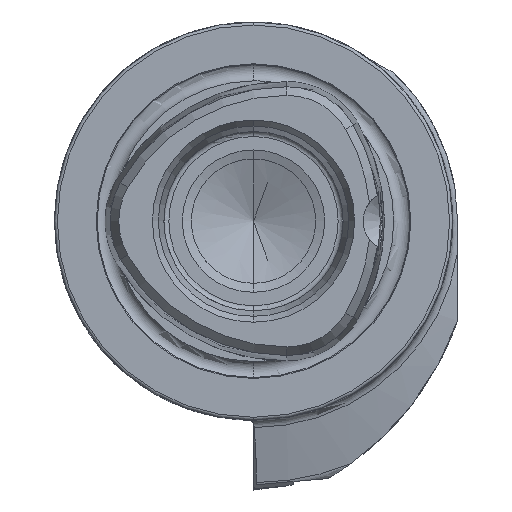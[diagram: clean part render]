
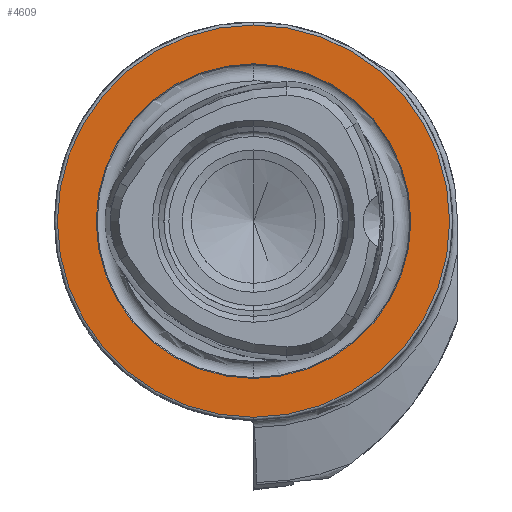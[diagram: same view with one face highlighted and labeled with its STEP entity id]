
A CAD part, left-side view. The second image highlights one B-rep face of the part: STEP entity #4609.
In plain terms, the highlighted planar face has unit normal (-1, 0, 0).
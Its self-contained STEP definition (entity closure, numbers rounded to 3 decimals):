
#327 = CIRCLE ( 'NONE', #4119, 19.7 ) ;
#338 = CARTESIAN_POINT ( 'NONE',  ( 0., 0., 0. ) ) ;
#604 = EDGE_CURVE ( 'NONE', #6795, #7371, #5319, .T. ) ;
#1133 = DIRECTION ( 'NONE',  ( -1., 0., 0. ) ) ;
#1400 = AXIS2_PLACEMENT_3D ( 'NONE', #7917, #7167, #2558 ) ;
#1908 = DIRECTION ( 'NONE',  ( -1., 0., 0. ) ) ;
#2558 = DIRECTION ( 'NONE',  ( 0., 0., -1. ) ) ;
#2567 = DIRECTION ( 'NONE',  ( 0., 0., 1. ) ) ;
#2783 = AXIS2_PLACEMENT_3D ( 'NONE', #7925, #1133, #5724 ) ;
#2888 = EDGE_LOOP ( 'NONE', ( #9153, #3126 ) ) ;
#3126 = ORIENTED_EDGE ( 'NONE', *, *, #3427, .T. ) ;
#3191 = CARTESIAN_POINT ( 'NONE',  ( 0., 0., -19.7 ) ) ;
#3427 = EDGE_CURVE ( 'NONE', #4551, #5430, #327, .T. ) ;
#3536 = DIRECTION ( 'NONE',  ( -1., 0., 0. ) ) ;
#3788 = CARTESIAN_POINT ( 'NONE',  ( 0., 0., 0. ) ) ;
#3854 = EDGE_LOOP ( 'NONE', ( #9188, #8677 ) ) ;
#3910 = CARTESIAN_POINT ( 'NONE',  ( 0., 0., 15.8 ) ) ;
#4023 = CIRCLE ( 'NONE', #7039, 19.7 ) ;
#4119 = AXIS2_PLACEMENT_3D ( 'NONE', #338, #1908, #2567 ) ;
#4138 = FACE_BOUND ( 'NONE', #3854, .T. ) ;
#4551 = VERTEX_POINT ( 'NONE', #3191 ) ;
#4609 = ADVANCED_FACE ( 'NONE', ( #4138, #4827 ), #5531, .F. ) ;
#4627 = DIRECTION ( 'NONE',  ( -1., 0., 0. ) ) ;
#4827 = FACE_OUTER_BOUND ( 'NONE', #2888, .T. ) ;
#5319 = CIRCLE ( 'NONE', #2783, 15.8 ) ;
#5430 = VERTEX_POINT ( 'NONE', #6277 ) ;
#5531 = PLANE ( 'NONE',  #1400 ) ;
#5724 = DIRECTION ( 'NONE',  ( 0., 0., 1. ) ) ;
#5818 = CIRCLE ( 'NONE', #6935, 15.8 ) ;
#6142 = EDGE_CURVE ( 'NONE', #7371, #6795, #5818, .T. ) ;
#6277 = CARTESIAN_POINT ( 'NONE',  ( 0., 0., 19.7 ) ) ;
#6555 = DIRECTION ( 'NONE',  ( 0., 0., 1. ) ) ;
#6795 = VERTEX_POINT ( 'NONE', #3910 ) ;
#6809 = DIRECTION ( 'NONE',  ( 0., 0., 1. ) ) ;
#6935 = AXIS2_PLACEMENT_3D ( 'NONE', #9727, #3536, #6555 ) ;
#7039 = AXIS2_PLACEMENT_3D ( 'NONE', #3788, #4627, #6809 ) ;
#7167 = DIRECTION ( 'NONE',  ( 1., 0., 0. ) ) ;
#7371 = VERTEX_POINT ( 'NONE', #8774 ) ;
#7917 = CARTESIAN_POINT ( 'NONE',  ( 0., 15.8, 0. ) ) ;
#7925 = CARTESIAN_POINT ( 'NONE',  ( 0., 0., 0. ) ) ;
#8297 = EDGE_CURVE ( 'NONE', #5430, #4551, #4023, .T. ) ;
#8677 = ORIENTED_EDGE ( 'NONE', *, *, #6142, .F. ) ;
#8774 = CARTESIAN_POINT ( 'NONE',  ( 0., 0., -15.8 ) ) ;
#9153 = ORIENTED_EDGE ( 'NONE', *, *, #8297, .T. ) ;
#9188 = ORIENTED_EDGE ( 'NONE', *, *, #604, .F. ) ;
#9727 = CARTESIAN_POINT ( 'NONE',  ( 0., 0., 0. ) ) ;
